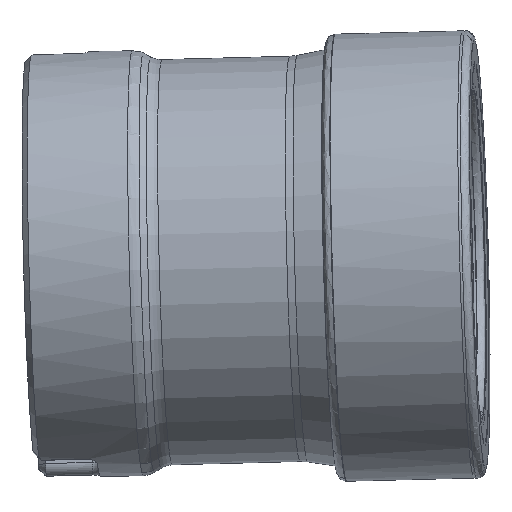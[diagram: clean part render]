
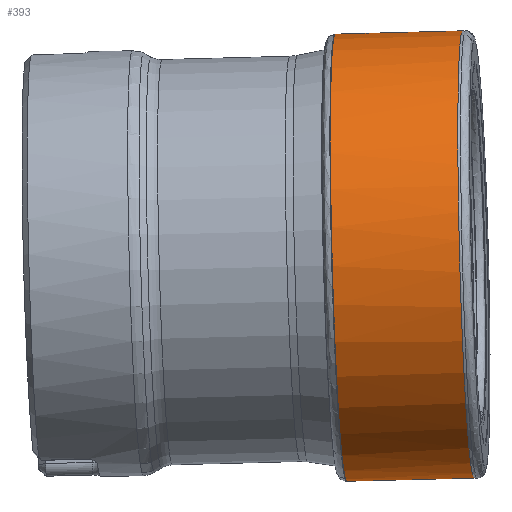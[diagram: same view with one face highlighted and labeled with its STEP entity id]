
A CAD part, left-side view. The second image highlights one B-rep face of the part: STEP entity #393.
In plain terms, the highlighted face is a revolution surface.
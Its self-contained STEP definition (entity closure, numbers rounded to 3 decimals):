
#393=ADVANCED_FACE('',(#674,#675),#495,.T.);
#495=SURFACE_OF_REVOLUTION('',#543,#519);
#519=AXIS1_PLACEMENT('',#3028,#2245);
#543=B_SPLINE_CURVE_WITH_KNOTS('',3,(#3015,#3016,#3017,#3018,#3019,#3020,
#3021,#3022,#3023,#3024,#3025,#3026,#3027),.UNSPECIFIED.,.F.,.F.,(4,3,3,
3,4),(0.,0.249,0.498,0.99,1.),
 .UNSPECIFIED.);
#616=(
BOUNDED_CURVE()
B_SPLINE_CURVE(3,(#2653,#2654,#2655,#2656,#2657,#2658,#2659),
 .UNSPECIFIED.,.T.,.F.)
B_SPLINE_CURVE_WITH_KNOTS((1,3,3,3,1),(-0.5,0.,0.5,1.,1.5),
 .UNSPECIFIED.)
CURVE()
GEOMETRIC_REPRESENTATION_ITEM()
RATIONAL_B_SPLINE_CURVE((1.,0.333,0.333,1.,0.333,
0.333,1.))
REPRESENTATION_ITEM('')
);
#674=FACE_BOUND('',#786,.T.);
#675=FACE_BOUND('',#787,.T.);
#786=EDGE_LOOP('',(#948));
#787=EDGE_LOOP('',(#949));
#948=ORIENTED_EDGE('',*,*,#1400,.F.);
#949=ORIENTED_EDGE('',*,*,#1426,.F.);
#1265=VERTEX_POINT('',#2660);
#1291=VERTEX_POINT('',#3000);
#1400=EDGE_CURVE('',#1265,#1265,#616,.T.);
#1426=EDGE_CURVE('',#1291,#1291,#1607,.T.);
#1607=CIRCLE('',#1988,19.969);
#1988=AXIS2_PLACEMENT_3D('',#2999,#2242,#2243);
#2242=DIRECTION('',(0.04,0.999,-0.026));
#2243=DIRECTION('',(-0.99,0.043,0.136));
#2245=DIRECTION('',(-0.04,-0.999,0.026));
#2653=CARTESIAN_POINT('',(18.219,-39.826,-1.712));
#2654=CARTESIAN_POINT('',(23.698,-39.022,37.872));
#2655=CARTESIAN_POINT('',(-15.863,-37.297,43.312));
#2656=CARTESIAN_POINT('',(-21.341,-38.101,3.728));
#2657=CARTESIAN_POINT('',(-26.819,-38.905,-35.857));
#2658=CARTESIAN_POINT('',(12.741,-40.631,-41.297));
#2659=CARTESIAN_POINT('',(18.219,-39.826,-1.712));
#2660=CARTESIAN_POINT('',(18.219,-39.826,-1.712));
#2999=CARTESIAN_POINT('',(-1.105,-27.589,0.713));
#3000=CARTESIAN_POINT('',(-20.869,-26.727,3.431));
#3015=CARTESIAN_POINT('',(18.659,-28.451,-2.004));
#3016=CARTESIAN_POINT('',(18.621,-29.404,-1.98));
#3017=CARTESIAN_POINT('',(18.583,-30.357,-1.955));
#3018=CARTESIAN_POINT('',(18.546,-31.31,-1.931));
#3019=CARTESIAN_POINT('',(18.508,-32.262,-1.906));
#3020=CARTESIAN_POINT('',(18.471,-33.215,-1.882));
#3021=CARTESIAN_POINT('',(18.435,-34.168,-1.857));
#3022=CARTESIAN_POINT('',(18.362,-36.054,-1.809));
#3023=CARTESIAN_POINT('',(18.291,-37.94,-1.761));
#3024=CARTESIAN_POINT('',(18.219,-39.826,-1.712));
#3025=CARTESIAN_POINT('',(18.218,-39.864,-1.711));
#3026=CARTESIAN_POINT('',(18.217,-39.901,-1.71));
#3027=CARTESIAN_POINT('',(18.215,-39.939,-1.709));
#3028=CARTESIAN_POINT('',(-1.6,-39.955,1.033));
